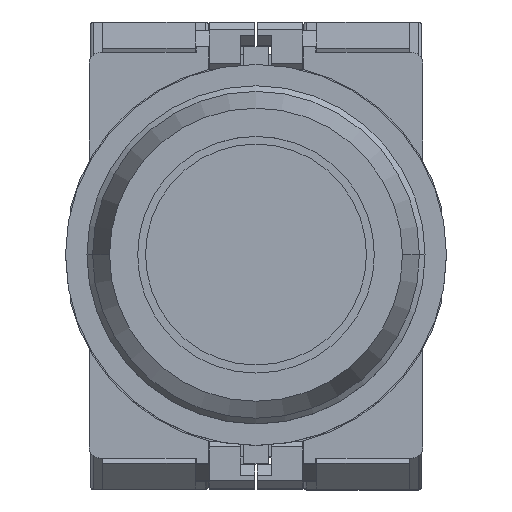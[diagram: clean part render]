
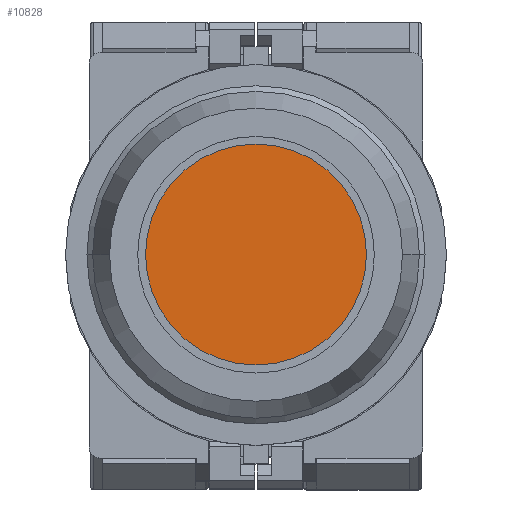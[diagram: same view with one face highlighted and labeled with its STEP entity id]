
A CAD part, top view. The second image highlights one B-rep face of the part: STEP entity #10828.
In plain terms, the highlighted planar face has unit normal (0, 0, 1).
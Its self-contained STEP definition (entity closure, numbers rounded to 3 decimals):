
#535 = ORIENTED_EDGE ( 'NONE', *, *, #3442, .T. ) ;
#617 = CIRCLE ( 'NONE', #10824, 9.8 ) ;
#1060 = DIRECTION ( 'NONE',  ( 0., 1., 0. ) ) ;
#1524 = CARTESIAN_POINT ( 'NONE',  ( -9.918, -9.918, 20. ) ) ;
#3261 = CARTESIAN_POINT ( 'NONE',  ( 0., -9.8, 20. ) ) ;
#3442 = EDGE_CURVE ( 'NONE', #5835, #10270, #617, .T. ) ;
#4977 = CIRCLE ( 'NONE', #15200, 9.8 ) ;
#5128 = CARTESIAN_POINT ( 'NONE',  ( 0., 9.8, 20. ) ) ;
#5499 = DIRECTION ( 'NONE',  ( 0., 0., 1. ) ) ;
#5835 = VERTEX_POINT ( 'NONE', #3261 ) ;
#6892 = EDGE_LOOP ( 'NONE', ( #9157, #535 ) ) ;
#7080 = DIRECTION ( 'NONE',  ( 0., 0., 1. ) ) ;
#7985 = CARTESIAN_POINT ( 'NONE',  ( 0., 0., 20. ) ) ;
#8444 = FACE_OUTER_BOUND ( 'NONE', #6892, .T. ) ;
#8892 = EDGE_CURVE ( 'NONE', #10270, #5835, #4977, .T. ) ;
#9157 = ORIENTED_EDGE ( 'NONE', *, *, #8892, .T. ) ;
#10270 = VERTEX_POINT ( 'NONE', #5128 ) ;
#10824 = AXIS2_PLACEMENT_3D ( 'NONE', #17986, #5499, #11069 ) ;
#10828 = ADVANCED_FACE ( 'NONE', ( #8444 ), #14015, .T. ) ;
#11069 = DIRECTION ( 'NONE',  ( 0., 1., 0. ) ) ;
#12652 = DIRECTION ( 'NONE',  ( 1., 0., 0. ) ) ;
#13559 = DIRECTION ( 'NONE',  ( 0., 0., 1. ) ) ;
#14015 = PLANE ( 'NONE',  #15242 ) ;
#15200 = AXIS2_PLACEMENT_3D ( 'NONE', #7985, #13559, #1060 ) ;
#15242 = AXIS2_PLACEMENT_3D ( 'NONE', #1524, #7080, #12652 ) ;
#17986 = CARTESIAN_POINT ( 'NONE',  ( 0., 0., 20. ) ) ;
